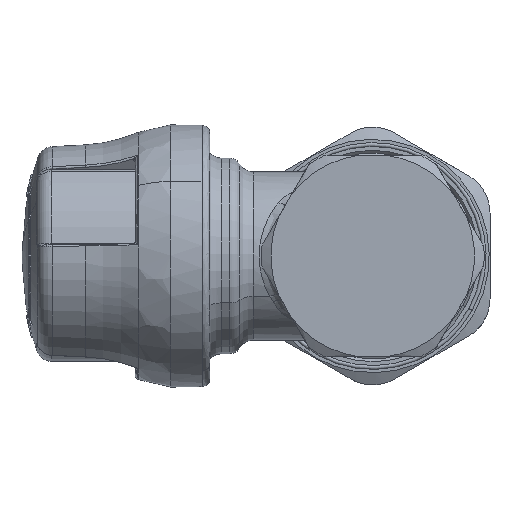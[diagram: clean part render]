
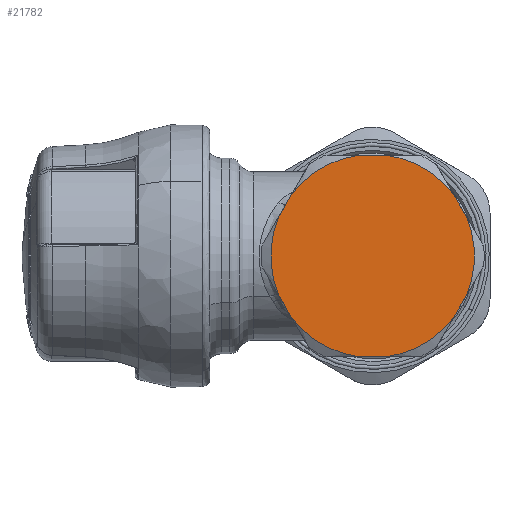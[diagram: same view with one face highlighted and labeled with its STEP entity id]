
A CAD part, left-side view. The second image highlights one B-rep face of the part: STEP entity #21782.
In plain terms, the highlighted planar face has unit normal (-1, 0, 0).
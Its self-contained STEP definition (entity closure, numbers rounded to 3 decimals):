
#17776=CARTESIAN_POINT('Vertex',(-22.,1.609,12.9)) ;
#17781=CARTESIAN_POINT('Line Origine',(-22.,0.,12.9)) ;
#17785=CARTESIAN_POINT('Vertex',(-22.,-1.609,12.9)) ;
#18016=CARTESIAN_POINT('Vertex',(-22.,11.976,5.056)) ;
#18021=CARTESIAN_POINT('Line Origine',(-22.,11.172,6.45)) ;
#18025=CARTESIAN_POINT('Vertex',(-22.,10.367,7.844)) ;
#18185=CARTESIAN_POINT('Vertex',(-22.,10.367,-7.844)) ;
#18190=CARTESIAN_POINT('Line Origine',(-22.,11.172,-6.45)) ;
#18194=CARTESIAN_POINT('Vertex',(-22.,11.976,-5.056)) ;
#18329=CARTESIAN_POINT('Vertex',(-22.,-10.367,7.844)) ;
#18334=CARTESIAN_POINT('Line Origine',(-22.,-11.172,6.45)) ;
#18338=CARTESIAN_POINT('Vertex',(-22.,-11.976,5.056)) ;
#18918=CARTESIAN_POINT('Vertex',(-22.,-1.609,-12.9)) ;
#18923=CARTESIAN_POINT('Line Origine',(-22.,0.,-12.9)) ;
#18927=CARTESIAN_POINT('Vertex',(-22.,1.609,-12.9)) ;
#19158=CARTESIAN_POINT('Vertex',(-22.,-11.976,-5.056)) ;
#19163=CARTESIAN_POINT('Line Origine',(-22.,-11.172,-6.45)) ;
#19167=CARTESIAN_POINT('Vertex',(-22.,-10.367,-7.844)) ;
#21710=CARTESIAN_POINT('Axis2P3D Location',(-22.,0.,0.)) ;
#21738=CARTESIAN_POINT('Axis2P3D Location',(-22.,-12.974,0.815)) ;
#21743=CARTESIAN_POINT('Axis2P3D Location',(-22.,0.,0.)) ;
#21748=CARTESIAN_POINT('Axis2P3D Location',(-22.,0.,0.)) ;
#21753=CARTESIAN_POINT('Axis2P3D Location',(-22.,0.,0.)) ;
#21758=CARTESIAN_POINT('Axis2P3D Location',(-22.,0.,0.)) ;
#21763=CARTESIAN_POINT('Axis2P3D Location',(-22.,0.,0.)) ;
#17783=VECTOR('Line Direction',#17782,1.) ;
#18023=VECTOR('Line Direction',#18022,1.) ;
#18192=VECTOR('Line Direction',#18191,1.) ;
#18336=VECTOR('Line Direction',#18335,1.) ;
#18925=VECTOR('Line Direction',#18924,1.) ;
#19165=VECTOR('Line Direction',#19164,1.) ;
#17782=DIRECTION('Vector Direction',(0.,-1.,0.)) ;
#18022=DIRECTION('Vector Direction',(0.,-0.5,0.866)) ;
#18191=DIRECTION('Vector Direction',(0.,-0.5,-0.866)) ;
#18335=DIRECTION('Vector Direction',(0.,0.5,0.866)) ;
#18924=DIRECTION('Vector Direction',(0.,1.,0.)) ;
#19164=DIRECTION('Vector Direction',(0.,0.5,-0.866)) ;
#21711=DIRECTION('Axis2P3D Direction',(1.,0.,0.)) ;
#21739=DIRECTION('Axis2P3D Direction',(-1.,-0.,0.)) ;
#21740=DIRECTION('Axis2P3D XDirection',(0.,-0.063,-0.998)) ;
#21744=DIRECTION('Axis2P3D Direction',(-1.,-0.,0.)) ;
#21749=DIRECTION('Axis2P3D Direction',(-1.,-0.,0.)) ;
#21754=DIRECTION('Axis2P3D Direction',(-1.,-0.,0.)) ;
#21759=DIRECTION('Axis2P3D Direction',(-1.,-0.,0.)) ;
#21764=DIRECTION('Axis2P3D Direction',(-1.,-0.,0.)) ;
#21712=AXIS2_PLACEMENT_3D('Circle Axis2P3D',#21710,#21711,$) ;
#21741=AXIS2_PLACEMENT_3D('Plane Axis2P3D',#21738,#21739,#21740) ;
#21745=AXIS2_PLACEMENT_3D('Circle Axis2P3D',#21743,#21744,$) ;
#21750=AXIS2_PLACEMENT_3D('Circle Axis2P3D',#21748,#21749,$) ;
#21755=AXIS2_PLACEMENT_3D('Circle Axis2P3D',#21753,#21754,$) ;
#21760=AXIS2_PLACEMENT_3D('Circle Axis2P3D',#21758,#21759,$) ;
#21765=AXIS2_PLACEMENT_3D('Circle Axis2P3D',#21763,#21764,$) ;
#17784=LINE('Line',#17781,#17783) ;
#18024=LINE('Line',#18021,#18023) ;
#18193=LINE('Line',#18190,#18192) ;
#18337=LINE('Line',#18334,#18336) ;
#18926=LINE('Line',#18923,#18925) ;
#19166=LINE('Line',#19163,#19165) ;
#21713=CIRCLE('generated circle',#21712,13.) ;
#21746=CIRCLE('generated circle',#21745,13.) ;
#21751=CIRCLE('generated circle',#21750,13.) ;
#21756=CIRCLE('generated circle',#21755,13.) ;
#21761=CIRCLE('generated circle',#21760,13.) ;
#21766=CIRCLE('generated circle',#21765,13.) ;
#21742=PLANE('',#21741) ;
#17787=EDGE_CURVE('',#17777,#17786,#17784,.T.) ;
#18027=EDGE_CURVE('',#18017,#18026,#18024,.T.) ;
#18196=EDGE_CURVE('',#18195,#18186,#18193,.T.) ;
#18340=EDGE_CURVE('',#18339,#18330,#18337,.T.) ;
#18929=EDGE_CURVE('',#18919,#18928,#18926,.T.) ;
#19169=EDGE_CURVE('',#19159,#19168,#19166,.T.) ;
#21714=EDGE_CURVE('',#18330,#17786,#21713,.F.) ;
#21747=EDGE_CURVE('',#18919,#19168,#21746,.T.) ;
#21752=EDGE_CURVE('',#19159,#18339,#21751,.T.) ;
#21757=EDGE_CURVE('',#17777,#18026,#21756,.T.) ;
#21762=EDGE_CURVE('',#18017,#18195,#21761,.T.) ;
#21767=EDGE_CURVE('',#18186,#18928,#21766,.T.) ;
#21769=ORIENTED_EDGE('',*,*,#21747,.T.) ;
#21770=ORIENTED_EDGE('',*,*,#19169,.F.) ;
#21771=ORIENTED_EDGE('',*,*,#21752,.T.) ;
#21772=ORIENTED_EDGE('',*,*,#18340,.T.) ;
#21773=ORIENTED_EDGE('',*,*,#21714,.T.) ;
#21774=ORIENTED_EDGE('',*,*,#17787,.F.) ;
#21775=ORIENTED_EDGE('',*,*,#21757,.T.) ;
#21776=ORIENTED_EDGE('',*,*,#18027,.F.) ;
#21777=ORIENTED_EDGE('',*,*,#21762,.T.) ;
#21778=ORIENTED_EDGE('',*,*,#18196,.T.) ;
#21779=ORIENTED_EDGE('',*,*,#21767,.T.) ;
#21780=ORIENTED_EDGE('',*,*,#18929,.F.) ;
#21768=EDGE_LOOP('',(#21769,#21770,#21771,#21772,#21773,#21774,#21775,#21776,#21777,#21778,#21779,#21780)) ;
#17777=VERTEX_POINT('',#17776) ;
#17786=VERTEX_POINT('',#17785) ;
#18017=VERTEX_POINT('',#18016) ;
#18026=VERTEX_POINT('',#18025) ;
#18186=VERTEX_POINT('',#18185) ;
#18195=VERTEX_POINT('',#18194) ;
#18330=VERTEX_POINT('',#18329) ;
#18339=VERTEX_POINT('',#18338) ;
#18919=VERTEX_POINT('',#18918) ;
#18928=VERTEX_POINT('',#18927) ;
#19159=VERTEX_POINT('',#19158) ;
#19168=VERTEX_POINT('',#19167) ;
#21782=ADVANCED_FACE('PartBody',(#21781),#21742,.T.) ;
#21781=FACE_OUTER_BOUND('',#21768,.T.) ;
